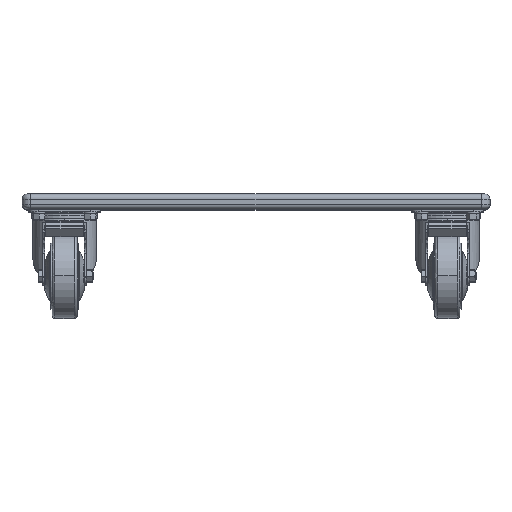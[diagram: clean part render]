
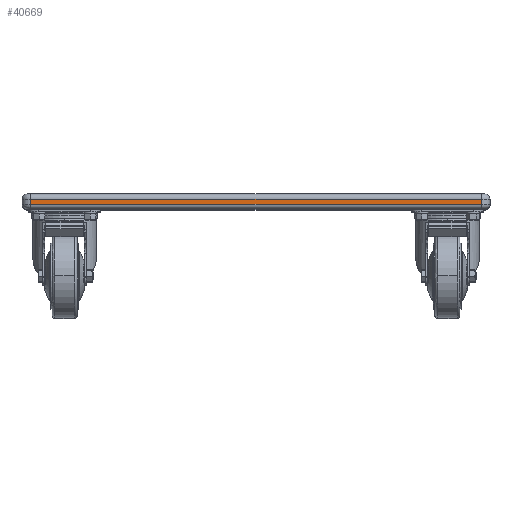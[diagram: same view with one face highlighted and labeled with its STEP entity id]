
A CAD part, top view. The second image highlights one B-rep face of the part: STEP entity #40669.
In plain terms, the highlighted face is planar.
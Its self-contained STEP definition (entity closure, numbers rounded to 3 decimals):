
#258 = DIRECTION ( 'NONE',  ( 0., 0., 1. ) ) ;
#2529 = CARTESIAN_POINT ( 'NONE',  ( -285., -265., 0. ) ) ;
#4952 = VECTOR ( 'NONE', #258, 1000. ) ;
#5158 = LINE ( 'NONE', #46957, #34675 ) ;
#7551 = VECTOR ( 'NONE', #9376, 1000. ) ;
#7575 = LINE ( 'NONE', #2529, #4952 ) ;
#8483 = VERTEX_POINT ( 'NONE', #42720 ) ;
#9147 = LINE ( 'NONE', #23952, #7551 ) ;
#9376 = DIRECTION ( 'NONE',  ( 0., 0., -1. ) ) ;
#9383 = ORIENTED_EDGE ( 'NONE', *, *, #35281, .T. ) ;
#10003 = ORIENTED_EDGE ( 'NONE', *, *, #37240, .T. ) ;
#10844 = ORIENTED_EDGE ( 'NONE', *, *, #45587, .T. ) ;
#13922 = CARTESIAN_POINT ( 'NONE',  ( -285., -275., 0. ) ) ;
#15577 = EDGE_LOOP ( 'NONE', ( #10844, #10003, #9383, #19273 ) ) ;
#18340 = DIRECTION ( 'NONE',  ( 0., -1., 0. ) ) ;
#19273 = ORIENTED_EDGE ( 'NONE', *, *, #19612, .T. ) ;
#19612 = EDGE_CURVE ( 'NONE', #37119, #42467, #36234, .T. ) ;
#23637 = CARTESIAN_POINT ( 'NONE',  ( -285., 265., 6. ) ) ;
#23952 = CARTESIAN_POINT ( 'NONE',  ( -285., 265., 0. ) ) ;
#25318 = DIRECTION ( 'NONE',  ( 0., 0., 1. ) ) ;
#26717 = CARTESIAN_POINT ( 'NONE',  ( -285., 265., 12. ) ) ;
#27974 = DIRECTION ( 'NONE',  ( 0., 1., 0. ) ) ;
#28703 = DIRECTION ( 'NONE',  ( -1., 0., 0. ) ) ;
#32360 = FACE_OUTER_BOUND ( 'NONE', #15577, .T. ) ;
#33429 = AXIS2_PLACEMENT_3D ( 'NONE', #13922, #28703, #25318 ) ;
#34675 = VECTOR ( 'NONE', #27974, 1000. ) ;
#35281 = EDGE_CURVE ( 'NONE', #37498, #37119, #9147, .T. ) ;
#36234 = LINE ( 'NONE', #44091, #40710 ) ;
#37119 = VERTEX_POINT ( 'NONE', #23637 ) ;
#37240 = EDGE_CURVE ( 'NONE', #8483, #37498, #5158, .T. ) ;
#37498 = VERTEX_POINT ( 'NONE', #26717 ) ;
#38011 = CARTESIAN_POINT ( 'NONE',  ( -285., -265., 6. ) ) ;
#40669 = ADVANCED_FACE ( 'NONE', ( #32360 ), #47196, .T. ) ;
#40710 = VECTOR ( 'NONE', #18340, 1000. ) ;
#42467 = VERTEX_POINT ( 'NONE', #38011 ) ;
#42720 = CARTESIAN_POINT ( 'NONE',  ( -285., -265., 12. ) ) ;
#44091 = CARTESIAN_POINT ( 'NONE',  ( -285., -265., 6. ) ) ;
#45587 = EDGE_CURVE ( 'NONE', #42467, #8483, #7575, .T. ) ;
#46957 = CARTESIAN_POINT ( 'NONE',  ( -285., -275., 12. ) ) ;
#47196 = PLANE ( 'NONE',  #33429 ) ;
